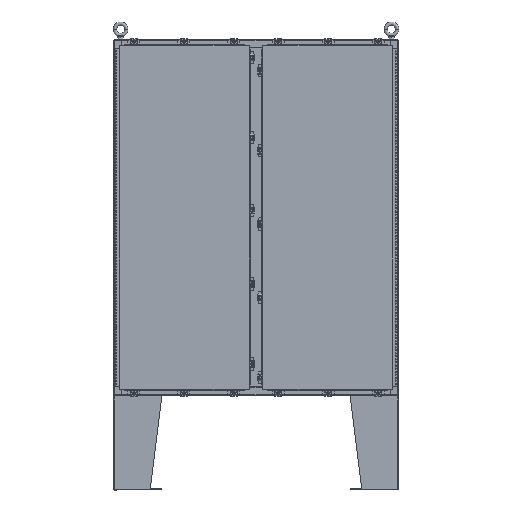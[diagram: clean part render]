
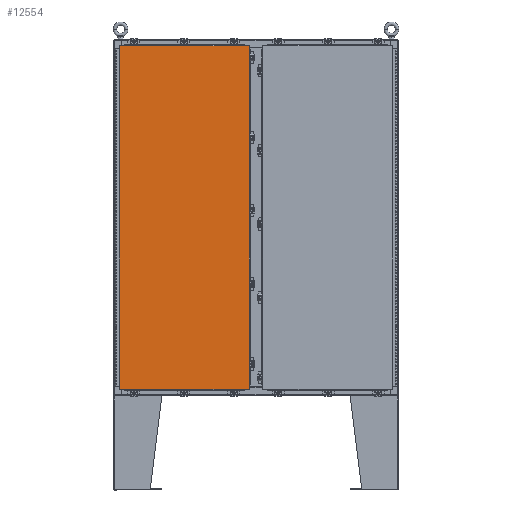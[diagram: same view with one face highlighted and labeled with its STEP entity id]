
A CAD part, top view. The second image highlights one B-rep face of the part: STEP entity #12554.
In plain terms, the highlighted planar face has unit normal (0, 0, 1).
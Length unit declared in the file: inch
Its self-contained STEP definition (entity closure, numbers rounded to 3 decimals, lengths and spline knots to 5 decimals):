
#1624 = DIRECTION ( 'NONE',  ( 0., 0., -1. ) ) ;
#1834 = VERTEX_POINT ( 'NONE', #14908 ) ;
#1840 = CARTESIAN_POINT ( 'NONE',  ( -10.9178, -29.0182, 0. ) ) ;
#5972 = LINE ( 'NONE', #31243, #32326 ) ;
#6333 = AXIS2_PLACEMENT_3D ( 'NONE', #12001, #1624, #38484 ) ;
#6521 = VERTEX_POINT ( 'NONE', #57400 ) ;
#7942 = EDGE_LOOP ( 'NONE', ( #18189, #44305, #29170, #13883 ) ) ;
#9417 = EDGE_CURVE ( 'NONE', #42273, #55471, #23409, .T. ) ;
#12001 = CARTESIAN_POINT ( 'NONE',  ( 0., 0., 0. ) ) ;
#12554 = ADVANCED_FACE ( 'NONE', ( #39540 ), #64686, .F. ) ;
#13883 = ORIENTED_EDGE ( 'NONE', *, *, #9417, .T. ) ;
#14908 = CARTESIAN_POINT ( 'NONE',  ( 10.9178, -29.0182, 0. ) ) ;
#18189 = ORIENTED_EDGE ( 'NONE', *, *, #21964, .T. ) ;
#20613 = CARTESIAN_POINT ( 'NONE',  ( 10.9178, 29.0182, 0. ) ) ;
#20905 = VECTOR ( 'NONE', #36321, 39.37008 ) ;
#21964 = EDGE_CURVE ( 'NONE', #55471, #1834, #36480, .T. ) ;
#23409 = LINE ( 'NONE', #61732, #63797 ) ;
#24088 = VECTOR ( 'NONE', #24779, 39.37008 ) ;
#24779 = DIRECTION ( 'NONE',  ( 1., 0., 0. ) ) ;
#25922 = DIRECTION ( 'NONE',  ( 0., 1., 0. ) ) ;
#29170 = ORIENTED_EDGE ( 'NONE', *, *, #55851, .T. ) ;
#29635 = CARTESIAN_POINT ( 'NONE',  ( -10.9178, 29.0182, 0. ) ) ;
#31243 = CARTESIAN_POINT ( 'NONE',  ( 10.9178, -29.0182, 0. ) ) ;
#32326 = VECTOR ( 'NONE', #25922, 39.37008 ) ;
#36321 = DIRECTION ( 'NONE',  ( -1., 0., 0. ) ) ;
#36480 = LINE ( 'NONE', #61629, #24088 ) ;
#38484 = DIRECTION ( 'NONE',  ( -1., 0., 0. ) ) ;
#39540 = FACE_OUTER_BOUND ( 'NONE', #7942, .T. ) ;
#42273 = VERTEX_POINT ( 'NONE', #29635 ) ;
#42477 = EDGE_CURVE ( 'NONE', #1834, #6521, #5972, .T. ) ;
#44305 = ORIENTED_EDGE ( 'NONE', *, *, #42477, .T. ) ;
#48945 = LINE ( 'NONE', #20613, #20905 ) ;
#55471 = VERTEX_POINT ( 'NONE', #1840 ) ;
#55851 = EDGE_CURVE ( 'NONE', #6521, #42273, #48945, .T. ) ;
#56436 = DIRECTION ( 'NONE',  ( 0., -1., 0. ) ) ;
#57400 = CARTESIAN_POINT ( 'NONE',  ( 10.9178, 29.0182, 0. ) ) ;
#61629 = CARTESIAN_POINT ( 'NONE',  ( -10.9178, -29.0182, 0. ) ) ;
#61732 = CARTESIAN_POINT ( 'NONE',  ( -10.9178, 29.0182, 0. ) ) ;
#63797 = VECTOR ( 'NONE', #56436, 39.37008 ) ;
#64686 = PLANE ( 'NONE',  #6333 ) ;
